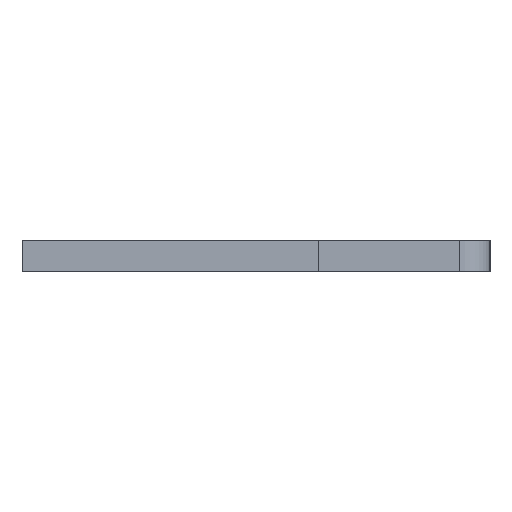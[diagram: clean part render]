
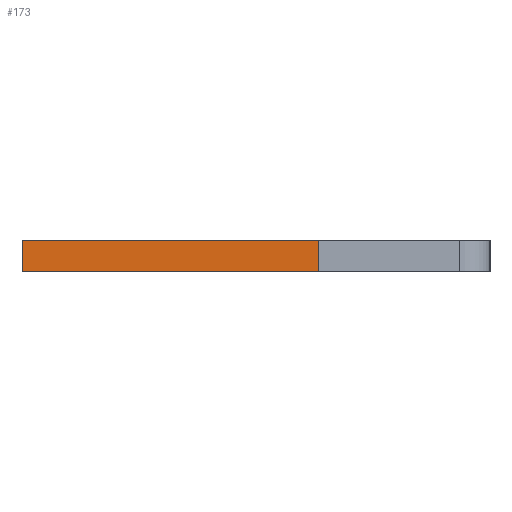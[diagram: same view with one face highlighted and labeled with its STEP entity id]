
A CAD part, left-side view. The second image highlights one B-rep face of the part: STEP entity #173.
In plain terms, the highlighted face is planar.
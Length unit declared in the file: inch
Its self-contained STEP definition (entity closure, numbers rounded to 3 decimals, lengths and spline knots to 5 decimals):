
#8 = DIRECTION ( 'NONE',  ( -1., 0., 0. ) ) ;
#15 = CARTESIAN_POINT ( 'NONE',  ( -0.01, -0.04, -0.04 ) ) ;
#83 = DIRECTION ( 'NONE',  ( -1., 0., 0. ) ) ;
#117 = LINE ( 'NONE', #901, #538 ) ;
#173 = ADVANCED_FACE ( 'NONE', ( #981 ), #1224, .F. ) ;
#288 = VECTOR ( 'NONE', #365, 39.37008 ) ;
#289 = LINE ( 'NONE', #1061, #888 ) ;
#340 = VERTEX_POINT ( 'NONE', #584 ) ;
#346 = DIRECTION ( 'NONE',  ( 0., 0., 1. ) ) ;
#365 = DIRECTION ( 'NONE',  ( 0., 1., 0. ) ) ;
#410 = VERTEX_POINT ( 'NONE', #15 ) ;
#429 = EDGE_LOOP ( 'NONE', ( #610, #1321, #1484, #1453 ) ) ;
#437 = DIRECTION ( 'NONE',  ( 0., 1., 0. ) ) ;
#442 = CARTESIAN_POINT ( 'NONE',  ( 0.01, -0.04, -0.04 ) ) ;
#489 = DIRECTION ( 'NONE',  ( 1., 0., 0. ) ) ;
#538 = VECTOR ( 'NONE', #83, 39.37008 ) ;
#584 = CARTESIAN_POINT ( 'NONE',  ( 0.01, -0.04, -0.04 ) ) ;
#610 = ORIENTED_EDGE ( 'NONE', *, *, #1374, .T. ) ;
#796 = EDGE_CURVE ( 'NONE', #1179, #826, #117, .T. ) ;
#826 = VERTEX_POINT ( 'NONE', #1032 ) ;
#835 = CARTESIAN_POINT ( 'NONE',  ( 0.01, 0.15, -0.04 ) ) ;
#888 = VECTOR ( 'NONE', #437, 39.37008 ) ;
#901 = CARTESIAN_POINT ( 'NONE',  ( 0.01, 0.15, -0.04 ) ) ;
#981 = FACE_OUTER_BOUND ( 'NONE', #429, .T. ) ;
#1032 = CARTESIAN_POINT ( 'NONE',  ( -0.01, 0.15, -0.04 ) ) ;
#1061 = CARTESIAN_POINT ( 'NONE',  ( 0.01, 0.15, -0.04 ) ) ;
#1078 = CARTESIAN_POINT ( 'NONE',  ( -0.01, 0.15, -0.04 ) ) ;
#1105 = EDGE_CURVE ( 'NONE', #340, #1179, #289, .T. ) ;
#1112 = EDGE_CURVE ( 'NONE', #340, #410, #1440, .T. ) ;
#1179 = VERTEX_POINT ( 'NONE', #1300 ) ;
#1220 = AXIS2_PLACEMENT_3D ( 'NONE', #835, #346, #489 ) ;
#1224 = PLANE ( 'NONE',  #1220 ) ;
#1245 = VECTOR ( 'NONE', #8, 39.37008 ) ;
#1300 = CARTESIAN_POINT ( 'NONE',  ( 0.01, 0.15, -0.04 ) ) ;
#1321 = ORIENTED_EDGE ( 'NONE', *, *, #796, .F. ) ;
#1362 = LINE ( 'NONE', #1078, #288 ) ;
#1374 = EDGE_CURVE ( 'NONE', #410, #826, #1362, .T. ) ;
#1440 = LINE ( 'NONE', #442, #1245 ) ;
#1453 = ORIENTED_EDGE ( 'NONE', *, *, #1112, .T. ) ;
#1484 = ORIENTED_EDGE ( 'NONE', *, *, #1105, .F. ) ;
